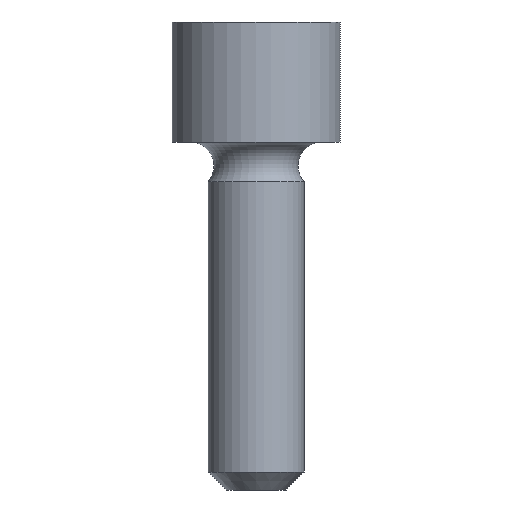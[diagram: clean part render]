
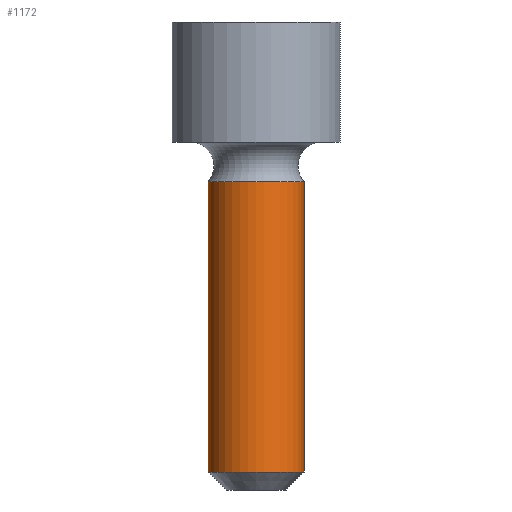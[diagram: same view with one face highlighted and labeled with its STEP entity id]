
A CAD part, front view. The second image highlights one B-rep face of the part: STEP entity #1172.
In plain terms, the highlighted cylindrical face has radius 0.4 mm (diameter 0.8 mm), a full revolution.
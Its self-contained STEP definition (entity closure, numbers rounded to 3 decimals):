
#16=CYLINDRICAL_SURFACE('',#1228,0.4);
#23=CIRCLE('',#1227,0.4);
#24=CIRCLE('',#1229,0.4);
#25=CIRCLE('',#1230,0.4);
#138=FACE_OUTER_BOUND('',#204,.T.);
#204=EDGE_LOOP('',(#1030,#1031,#1032,#1033,#1034));
#296=LINE('',#2408,#381);
#381=VECTOR('',#1386,0.4);
#568=VERTEX_POINT('',#2400);
#569=VERTEX_POINT('',#2404);
#570=VERTEX_POINT('',#2405);
#737=EDGE_CURVE('',#568,#568,#23,.T.);
#739=EDGE_CURVE('',#569,#570,#24,.T.);
#740=EDGE_CURVE('',#570,#569,#25,.T.);
#741=EDGE_CURVE('',#570,#568,#296,.T.);
#1030=ORIENTED_EDGE('',*,*,#739,.F.);
#1031=ORIENTED_EDGE('',*,*,#740,.F.);
#1032=ORIENTED_EDGE('',*,*,#741,.T.);
#1033=ORIENTED_EDGE('',*,*,#737,.T.);
#1034=ORIENTED_EDGE('',*,*,#741,.F.);
#1172=ADVANCED_FACE('',(#138),#16,.T.);
#1227=AXIS2_PLACEMENT_3D('',#2401,#1377,#1378);
#1228=AXIS2_PLACEMENT_3D('',#2403,#1380,#1381);
#1229=AXIS2_PLACEMENT_3D('',#2406,#1382,#1383);
#1230=AXIS2_PLACEMENT_3D('',#2407,#1384,#1385);
#1377=DIRECTION('center_axis',(0.,0.,1.));
#1378=DIRECTION('ref_axis',(0.,-1.,0.));
#1380=DIRECTION('center_axis',(0.,0.,1.));
#1381=DIRECTION('ref_axis',(0.,-1.,0.));
#1382=DIRECTION('center_axis',(0.,0.,1.));
#1383=DIRECTION('ref_axis',(0.,-1.,0.));
#1384=DIRECTION('center_axis',(0.,0.,1.));
#1385=DIRECTION('ref_axis',(0.,-1.,0.));
#1386=DIRECTION('',(0.,0.,-1.));
#2400=CARTESIAN_POINT('',(0.,0.4,-2.75));
#2401=CARTESIAN_POINT('Origin',(0.,0.,-2.75));
#2403=CARTESIAN_POINT('Origin',(0.,0.,-1.541));
#2404=CARTESIAN_POINT('',(-0.4,0.,-0.332));
#2405=CARTESIAN_POINT('',(0.,0.4,-0.332));
#2406=CARTESIAN_POINT('Origin',(0.,0.,-0.332));
#2407=CARTESIAN_POINT('Origin',(0.,0.,-0.332));
#2408=CARTESIAN_POINT('',(0.,0.4,-1.541));
